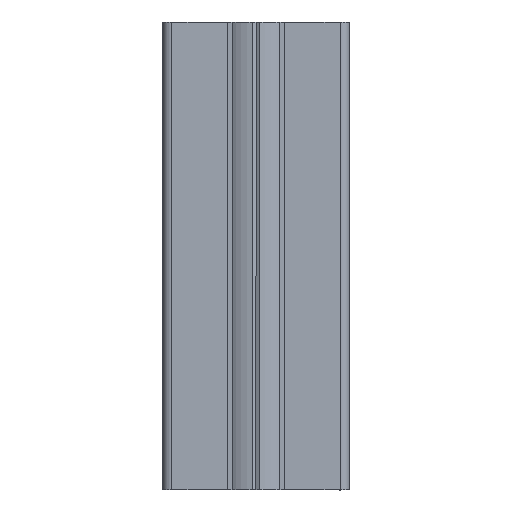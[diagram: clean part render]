
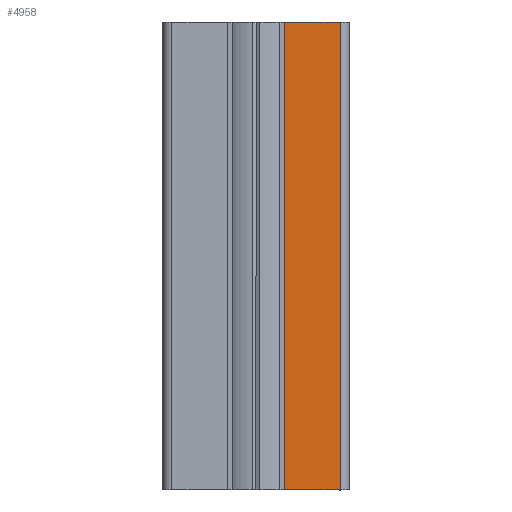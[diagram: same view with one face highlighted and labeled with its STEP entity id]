
A CAD part, top view. The second image highlights one B-rep face of the part: STEP entity #4958.
In plain terms, the highlighted planar face has unit normal (0, 0, 1).
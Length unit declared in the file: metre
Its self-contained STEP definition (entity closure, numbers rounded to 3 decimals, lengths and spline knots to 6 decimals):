
#402=FACE_OUTER_BOUND('',#648,.T.);
#648=EDGE_LOOP('',(#3835,#3836,#3837,#3838));
#1163=LINE('',#7848,#1759);
#1164=LINE('',#7851,#1760);
#1165=LINE('',#7853,#1761);
#1166=LINE('',#7854,#1762);
#1759=VECTOR('',#6396,0.1);
#1760=VECTOR('',#6399,0.0119);
#1761=VECTOR('',#6400,0.0119);
#1762=VECTOR('',#6401,0.1);
#2275=VERTEX_POINT('',#7844);
#2276=VERTEX_POINT('',#7846);
#2277=VERTEX_POINT('',#7850);
#2278=VERTEX_POINT('',#7852);
#2933=EDGE_CURVE('',#2276,#2275,#1163,.T.);
#2934=EDGE_CURVE('',#2277,#2275,#1164,.T.);
#2935=EDGE_CURVE('',#2278,#2276,#1165,.T.);
#2936=EDGE_CURVE('',#2278,#2277,#1166,.T.);
#3835=ORIENTED_EDGE('',*,*,#2934,.T.);
#3836=ORIENTED_EDGE('',*,*,#2933,.F.);
#3837=ORIENTED_EDGE('',*,*,#2935,.F.);
#3838=ORIENTED_EDGE('',*,*,#2936,.T.);
#4735=PLANE('',#5317);
#4958=ADVANCED_FACE('',(#402),#4735,.F.);
#5317=AXIS2_PLACEMENT_3D('',#7849,#6397,#6398);
#6396=DIRECTION('',(0.,-1.,0.));
#6397=DIRECTION('center_axis',(0.,0.,
-1.));
#6398=DIRECTION('ref_axis',(-1.,0.,0.));
#6399=DIRECTION('',(1.,0.,0.));
#6400=DIRECTION('',(1.,0.,0.));
#6401=DIRECTION('',(0.,-1.,0.));
#7844=CARTESIAN_POINT('',(0.018,-0.05,0.02));
#7846=CARTESIAN_POINT('',(0.018,0.05,0.02));
#7848=CARTESIAN_POINT('',(0.018,0.05,0.02));
#7849=CARTESIAN_POINT('Origin',(0.018,0.95,0.02));
#7850=CARTESIAN_POINT('',(0.0061,-0.05,0.02));
#7851=CARTESIAN_POINT('',(0.0061,-0.05,0.02));
#7852=CARTESIAN_POINT('',(0.0061,0.05,0.02));
#7853=CARTESIAN_POINT('',(0.0061,0.05,0.02));
#7854=CARTESIAN_POINT('',(0.0061,0.05,0.02));
